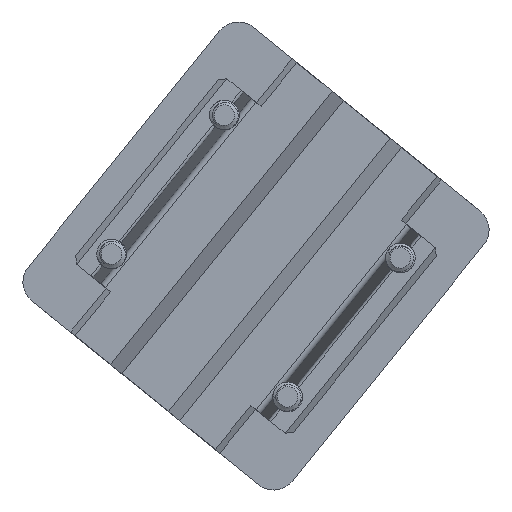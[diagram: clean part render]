
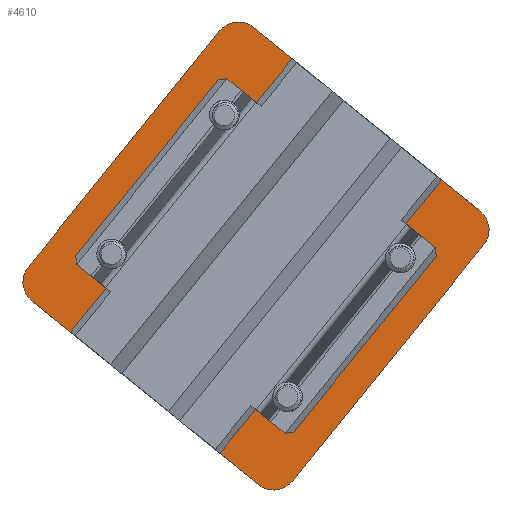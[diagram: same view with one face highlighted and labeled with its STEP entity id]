
A CAD part, front view. The second image highlights one B-rep face of the part: STEP entity #4610.
In plain terms, the highlighted face is planar.
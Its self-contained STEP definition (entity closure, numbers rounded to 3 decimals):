
#319=FACE_BOUND('',#884,.T.);
#320=FACE_BOUND('',#885,.T.);
#321=FACE_BOUND('',#886,.T.);
#322=FACE_BOUND('',#887,.T.);
#323=FACE_BOUND('',#888,.T.);
#324=FACE_BOUND('',#889,.T.);
#325=FACE_BOUND('',#890,.T.);
#326=FACE_BOUND('',#891,.T.);
#327=FACE_BOUND('',#892,.T.);
#393=CIRCLE('',#4964,1.55);
#395=CIRCLE('',#4967,1.55);
#397=CIRCLE('',#4970,1.55);
#399=CIRCLE('',#4973,1.55);
#419=CIRCLE('',#5013,4.);
#420=CIRCLE('',#5014,4.);
#421=CIRCLE('',#5015,4.);
#422=CIRCLE('',#5016,4.);
#423=CIRCLE('',#5017,8.25);
#424=CIRCLE('',#5018,2.5);
#425=CIRCLE('',#5019,2.5);
#426=CIRCLE('',#5020,2.5);
#427=CIRCLE('',#5021,2.5);
#620=FACE_OUTER_BOUND('',#883,.T.);
#883=EDGE_LOOP('',(#3690,#3691,#3692,#3693,#3694,#3695,#3696,#3697));
#884=EDGE_LOOP('',(#3698));
#885=EDGE_LOOP('',(#3699));
#886=EDGE_LOOP('',(#3700));
#887=EDGE_LOOP('',(#3701));
#888=EDGE_LOOP('',(#3702));
#889=EDGE_LOOP('',(#3703));
#890=EDGE_LOOP('',(#3704));
#891=EDGE_LOOP('',(#3705));
#892=EDGE_LOOP('',(#3706));
#1326=LINE('',#7473,#1733);
#1327=LINE('',#7477,#1734);
#1328=LINE('',#7481,#1735);
#1329=LINE('',#7484,#1736);
#1733=VECTOR('',#5977,10.);
#1734=VECTOR('',#5980,10.);
#1735=VECTOR('',#5983,10.);
#1736=VECTOR('',#5986,10.);
#2069=VERTEX_POINT('',#7352);
#2071=VERTEX_POINT('',#7358);
#2073=VERTEX_POINT('',#7364);
#2075=VERTEX_POINT('',#7370);
#2103=VERTEX_POINT('',#7469);
#2104=VERTEX_POINT('',#7470);
#2105=VERTEX_POINT('',#7472);
#2106=VERTEX_POINT('',#7474);
#2107=VERTEX_POINT('',#7476);
#2108=VERTEX_POINT('',#7478);
#2109=VERTEX_POINT('',#7480);
#2110=VERTEX_POINT('',#7482);
#2111=VERTEX_POINT('',#7485);
#2112=VERTEX_POINT('',#7487);
#2113=VERTEX_POINT('',#7489);
#2114=VERTEX_POINT('',#7491);
#2115=VERTEX_POINT('',#7493);
#2622=EDGE_CURVE('',#2069,#2069,#393,.T.);
#2625=EDGE_CURVE('',#2071,#2071,#395,.T.);
#2628=EDGE_CURVE('',#2073,#2073,#397,.T.);
#2631=EDGE_CURVE('',#2075,#2075,#399,.T.);
#2681=EDGE_CURVE('',#2103,#2104,#419,.T.);
#2682=EDGE_CURVE('',#2104,#2105,#1326,.T.);
#2683=EDGE_CURVE('',#2105,#2106,#420,.T.);
#2684=EDGE_CURVE('',#2106,#2107,#1327,.T.);
#2685=EDGE_CURVE('',#2107,#2108,#421,.T.);
#2686=EDGE_CURVE('',#2108,#2109,#1328,.T.);
#2687=EDGE_CURVE('',#2109,#2110,#422,.T.);
#2688=EDGE_CURVE('',#2110,#2103,#1329,.T.);
#2689=EDGE_CURVE('',#2111,#2111,#423,.T.);
#2690=EDGE_CURVE('',#2112,#2112,#424,.T.);
#2691=EDGE_CURVE('',#2113,#2113,#425,.T.);
#2692=EDGE_CURVE('',#2114,#2114,#426,.T.);
#2693=EDGE_CURVE('',#2115,#2115,#427,.T.);
#3690=ORIENTED_EDGE('',*,*,#2681,.T.);
#3691=ORIENTED_EDGE('',*,*,#2682,.T.);
#3692=ORIENTED_EDGE('',*,*,#2683,.T.);
#3693=ORIENTED_EDGE('',*,*,#2684,.T.);
#3694=ORIENTED_EDGE('',*,*,#2685,.T.);
#3695=ORIENTED_EDGE('',*,*,#2686,.T.);
#3696=ORIENTED_EDGE('',*,*,#2687,.T.);
#3697=ORIENTED_EDGE('',*,*,#2688,.T.);
#3698=ORIENTED_EDGE('',*,*,#2622,.T.);
#3699=ORIENTED_EDGE('',*,*,#2625,.T.);
#3700=ORIENTED_EDGE('',*,*,#2628,.T.);
#3701=ORIENTED_EDGE('',*,*,#2631,.T.);
#3702=ORIENTED_EDGE('',*,*,#2689,.T.);
#3703=ORIENTED_EDGE('',*,*,#2690,.T.);
#3704=ORIENTED_EDGE('',*,*,#2691,.T.);
#3705=ORIENTED_EDGE('',*,*,#2692,.T.);
#3706=ORIENTED_EDGE('',*,*,#2693,.T.);
#4395=PLANE('',#5012);
#4610=ADVANCED_FACE('',(#620,#319,#320,#321,#322,#323,#324,#325,#326,#327),
#4395,.F.);
#4964=AXIS2_PLACEMENT_3D('',#7354,#5844,#5845);
#4967=AXIS2_PLACEMENT_3D('',#7360,#5851,#5852);
#4970=AXIS2_PLACEMENT_3D('',#7366,#5858,#5859);
#4973=AXIS2_PLACEMENT_3D('',#7372,#5865,#5866);
#5012=AXIS2_PLACEMENT_3D('',#7468,#5973,#5974);
#5013=AXIS2_PLACEMENT_3D('',#7471,#5975,#5976);
#5014=AXIS2_PLACEMENT_3D('',#7475,#5978,#5979);
#5015=AXIS2_PLACEMENT_3D('',#7479,#5981,#5982);
#5016=AXIS2_PLACEMENT_3D('',#7483,#5984,#5985);
#5017=AXIS2_PLACEMENT_3D('',#7486,#5987,#5988);
#5018=AXIS2_PLACEMENT_3D('',#7488,#5989,#5990);
#5019=AXIS2_PLACEMENT_3D('',#7490,#5991,#5992);
#5020=AXIS2_PLACEMENT_3D('',#7492,#5993,#5994);
#5021=AXIS2_PLACEMENT_3D('',#7494,#5995,#5996);
#5844=DIRECTION('center_axis',(0.,0.,1.));
#5845=DIRECTION('ref_axis',(1.,0.,0.));
#5851=DIRECTION('center_axis',(0.,0.,1.));
#5852=DIRECTION('ref_axis',(1.,0.,0.));
#5858=DIRECTION('center_axis',(0.,0.,1.));
#5859=DIRECTION('ref_axis',(1.,0.,0.));
#5865=DIRECTION('center_axis',(0.,0.,1.));
#5866=DIRECTION('ref_axis',(1.,0.,0.));
#5973=DIRECTION('center_axis',(0.,0.,1.));
#5974=DIRECTION('ref_axis',(1.,0.,0.));
#5975=DIRECTION('center_axis',(0.,0.,-1.));
#5976=DIRECTION('ref_axis',(-0.707,0.707,0.));
#5977=DIRECTION('',(1.,0.,0.));
#5978=DIRECTION('center_axis',(0.,0.,-1.));
#5979=DIRECTION('ref_axis',(0.707,0.707,0.));
#5980=DIRECTION('',(0.,-1.,0.));
#5981=DIRECTION('center_axis',(0.,0.,-1.));
#5982=DIRECTION('ref_axis',(0.707,-0.707,0.));
#5983=DIRECTION('',(-1.,0.,0.));
#5984=DIRECTION('center_axis',(0.,0.,-1.));
#5985=DIRECTION('ref_axis',(-0.707,-0.707,0.));
#5986=DIRECTION('',(0.,1.,0.));
#5987=DIRECTION('center_axis',(0.,0.,1.));
#5988=DIRECTION('ref_axis',(1.,0.,0.));
#5989=DIRECTION('center_axis',(0.,0.,1.));
#5990=DIRECTION('ref_axis',(1.,0.,0.));
#5991=DIRECTION('center_axis',(0.,0.,1.));
#5992=DIRECTION('ref_axis',(1.,0.,0.));
#5993=DIRECTION('center_axis',(0.,0.,1.));
#5994=DIRECTION('ref_axis',(1.,0.,0.));
#5995=DIRECTION('center_axis',(0.,0.,1.));
#5996=DIRECTION('ref_axis',(1.,0.,0.));
#7352=CARTESIAN_POINT('',(-14.55,-13.,-4.));
#7354=CARTESIAN_POINT('Origin',(-13.,-13.,-4.));
#7358=CARTESIAN_POINT('',(11.45,13.,-4.));
#7360=CARTESIAN_POINT('Origin',(13.,13.,-4.));
#7364=CARTESIAN_POINT('',(11.45,-13.,-4.));
#7366=CARTESIAN_POINT('Origin',(13.,-13.,-4.));
#7370=CARTESIAN_POINT('',(-14.55,13.,-4.));
#7372=CARTESIAN_POINT('Origin',(-13.,13.,-4.));
#7468=CARTESIAN_POINT('Origin',(0.,0.,
-4.));
#7469=CARTESIAN_POINT('',(-29.5,24.5,-4.));
#7470=CARTESIAN_POINT('',(-25.5,28.5,-4.));
#7471=CARTESIAN_POINT('Origin',(-25.5,24.5,-4.));
#7472=CARTESIAN_POINT('',(25.5,28.5,-4.));
#7473=CARTESIAN_POINT('',(29.5,28.5,-4.));
#7474=CARTESIAN_POINT('',(29.5,24.5,-4.));
#7475=CARTESIAN_POINT('Origin',(25.5,24.5,-4.));
#7476=CARTESIAN_POINT('',(29.5,-24.5,-4.));
#7477=CARTESIAN_POINT('',(29.5,-28.5,-4.));
#7478=CARTESIAN_POINT('',(25.5,-28.5,-4.));
#7479=CARTESIAN_POINT('Origin',(25.5,-24.5,-4.));
#7480=CARTESIAN_POINT('',(-25.5,-28.5,-4.));
#7481=CARTESIAN_POINT('',(-29.5,-28.5,-4.));
#7482=CARTESIAN_POINT('',(-29.5,-24.5,-4.));
#7483=CARTESIAN_POINT('Origin',(-25.5,-24.5,-4.));
#7484=CARTESIAN_POINT('',(-29.5,28.5,-4.));
#7485=CARTESIAN_POINT('',(-8.25,0.,-4.));
#7486=CARTESIAN_POINT('Origin',(0.,0.,-4.));
#7487=CARTESIAN_POINT('',(12.5,19.,-4.));
#7488=CARTESIAN_POINT('Origin',(15.,19.,-4.));
#7489=CARTESIAN_POINT('',(-17.5,-19.,-4.));
#7490=CARTESIAN_POINT('Origin',(-15.,-19.,-4.));
#7491=CARTESIAN_POINT('',(12.5,-19.,-4.));
#7492=CARTESIAN_POINT('Origin',(15.,-19.,-4.));
#7493=CARTESIAN_POINT('',(-17.5,19.,-4.));
#7494=CARTESIAN_POINT('Origin',(-15.,19.,-4.));
